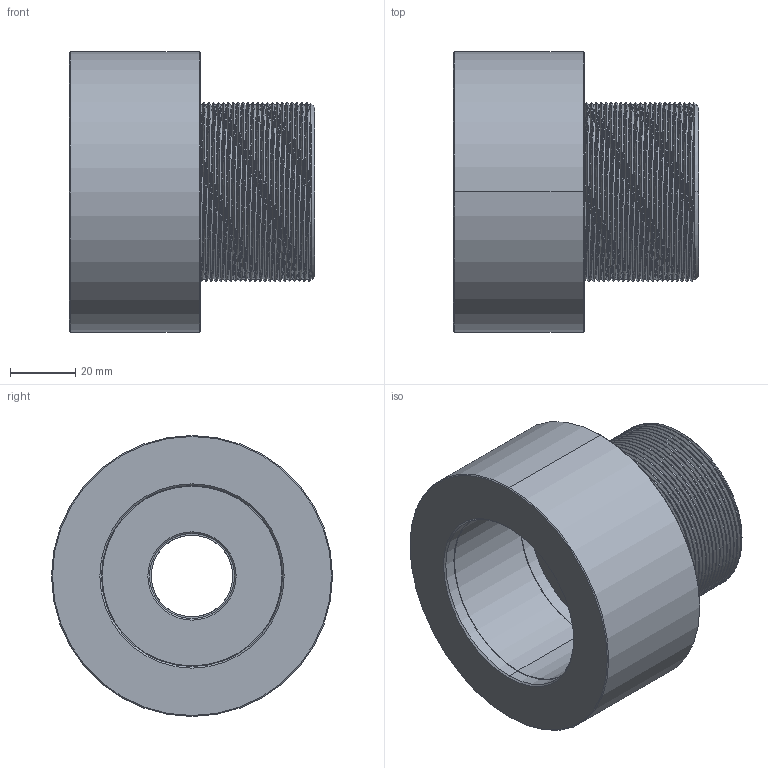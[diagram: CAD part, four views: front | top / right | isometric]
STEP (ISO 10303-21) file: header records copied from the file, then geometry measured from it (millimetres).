
FILE_DESCRIPTION (( 'STEP AP214' ), '1' );
FILE_NAME ('U1908048-48.STEP', '2017-07-25T07:11:01', ( 'compete' ), ( 'Hewlett-Packard Company' ), 'SwSTEP 2.0', 'SolidWorks 2017', '' );
FILE_SCHEMA (( 'AUTOMOTIVE_DESIGN' ));
Length unit declared in the file: millimetre
Products named in the file (6): Skraber_CH56 PT 25 X 35 X 5,8; U1908048-48; Oring_ORING 26,64 X 2,62; Adapter_U19xxx48-48_A1_1080-A1; Stempelstangstætning_EB2025N3580; Leje_MU-B TFP 252820
Assembly tree (5 placements, depth 2):
  U1908048-48
    Adapter_U19xxx48-48_A1_1080-A1
    Leje_MU-B TFP 252820
    Skraber_CH56 PT 25 X 35 X 5,8
    Oring_ORING 26,64 X 2,62
    Stempelstangstætning_EB2025N3580
Bounding box: 75 x 86 x 86 mm (x, y, z)
Volume: 205370.5 mm3; surface area: 49949.9 mm2
Topology: 5 solids, 5 shells, 143 faces, 335 edges, 208 vertices
Faces by surface type: cylinder 80, cone 26, torus 18, plane 16, bspline 3
Entity records: 15383 total; most frequent: CARTESIAN_POINT 11988, ORIENTED_EDGE 670, DIRECTION 657, EDGE_CURVE 335, AXIS2_PLACEMENT_3D 276, VERTEX_POINT 208, EDGE_LOOP 159, FACE_OUTER_BOUND 143
